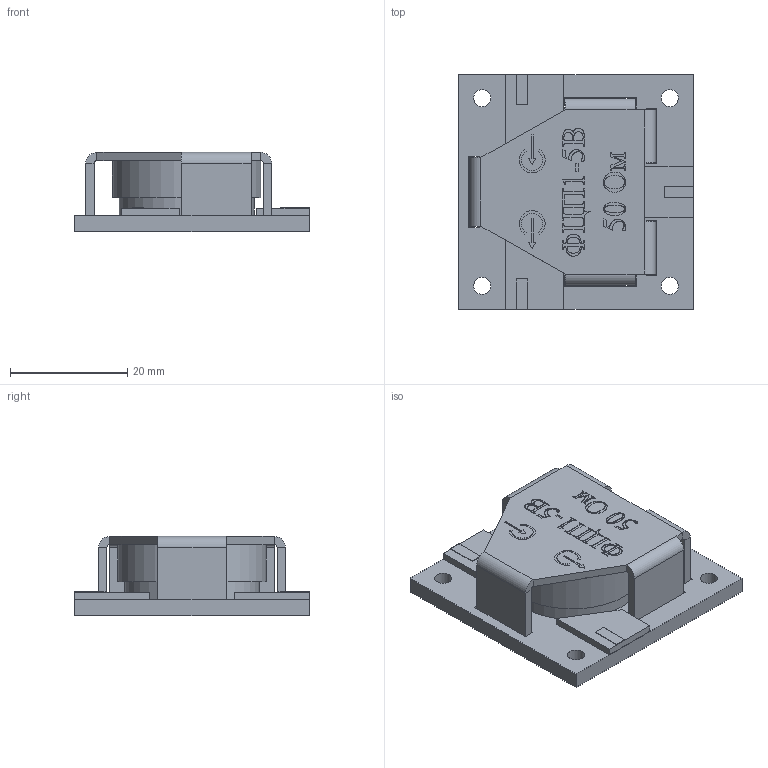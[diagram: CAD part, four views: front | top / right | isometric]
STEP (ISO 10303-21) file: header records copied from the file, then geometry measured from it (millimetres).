
FILE_DESCRIPTION(('STEP AP214'), '1');
FILE_NAME('ﾔﾖﾏ1-5ﾂ', '', ('UNSPECIFIED'), ('UNSPECIFIED'), 'ASCON STEP Converter 1.6', 'ASCON Math Kernel', '');
FILE_SCHEMA(('AUTOMOTIVE_DESIGN { 1 0 10303 214 3 1 1}'));
Length unit declared in the file: millimetre
Assembly tree (2 placements, depth 2):
  (unnamed)
    (unnamed)
    (unnamed)
Bounding box: 40 x 40 x 13.5 mm (x, y, z)
Volume: 10764.5 mm3; surface area: 10225.7 mm2
Topology: 10 solids, 10 shells, 792 faces, 2213 edges, 1462 vertices
Faces by surface type: cylinder 516, plane 276
Full cylindrical faces by diameter (mm): 2.9 x4, 23 x1, 25.3 x1
Entity records: 32498 total; most frequent: DIRECTION 4837, CARTESIAN_POINT 4468, ORIENTED_EDGE 4414, EDGE_CURVE 2207, AXIS2_PLACEMENT_3D 1831, VERTEX_POINT 1462, LINE 1175, VECTOR 1175
